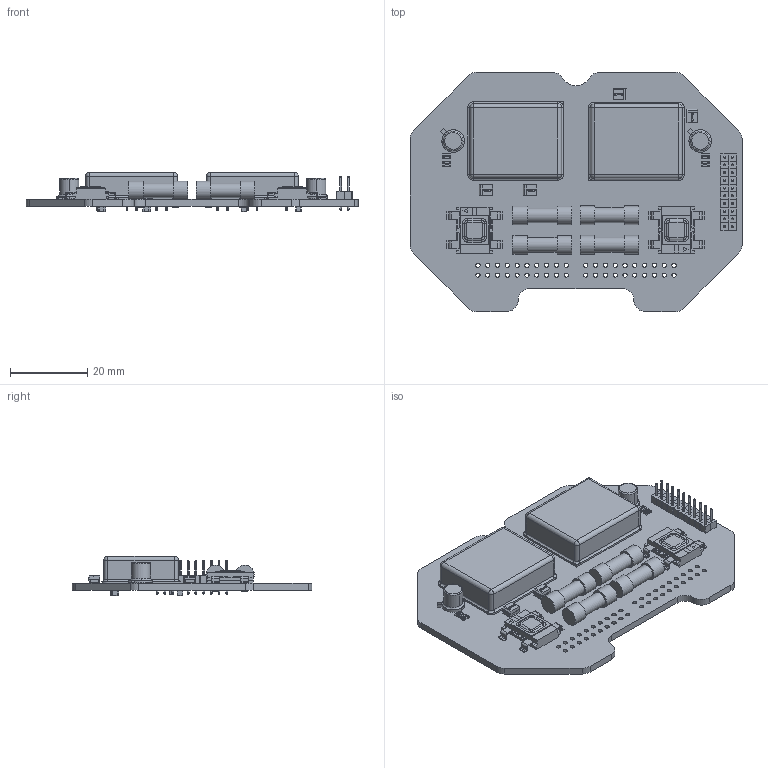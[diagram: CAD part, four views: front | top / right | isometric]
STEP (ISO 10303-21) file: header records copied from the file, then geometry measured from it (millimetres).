
FILE_DESCRIPTION(('Open CASCADE Model'),'2;1');
FILE_NAME('Open CASCADE Shape Model','2021-06-24T13:18:23',('Author'),( 'Open CASCADE'),'Open CASCADE STEP processor 6.8','Open CASCADE 6.8' ,'Unknown');
FILE_SCHEMA(('AUTOMOTIVE_DESIGN { 1 0 10303 214 1 1 1 1 }'));
Length unit declared in the file: millimetre
Products named in the file (48): PCB; Board; Open CASCADE STEP translator 6.8 1.1.1; FU3; 6615769440; Cylinder; 6615769200; 6615768960; FU2; 6615770960; 6615770480; 6615770000; FU1; U2; SLH2805; VD1; 4116.4-3; U1; VT2; TO-18; VT1; VD2; R4; SMD_RLC_0805; User_Library-R_SMD_0805_0805_BODY; User_Library-R_SMD_0805_0805_PAD; User_Library-R_SMD_0805_0805_OPIS; R2; R3; R1; FU4; C8; SMD_CaseB_3528-21; C4; C7; SMD_C0805; C3; C6; C2; C5 ...
Assembly tree (74 placements, depth 4):
  PCB
    Board
      Open CASCADE STEP translator 6.8 1.1.1
    FU3
      6615769440  x2
        Cylinder
      6615769200
        Cylinder
      6615768960  x2
        Cylinder
    FU2
      6615770960  x2
        Cylinder
      6615770480
        Cylinder
      6615770000  x2
        Cylinder
    FU1
      6615770960  x2
        Cylinder
      6615770480
        Cylinder
      6615770000  x2
        Cylinder
    U2
      SLH2805
    VD1
      4116.4-3
    U1
      SLH2805
    VT2
      TO-18
    VT1
      TO-18
    VD2
      4116.4-3
    R4
      SMD_RLC_0805
        User_Library-R_SMD_0805_0805_BODY
        User_Library-R_SMD_0805_0805_PAD  x2
        User_Library-R_SMD_0805_0805_OPIS
    R2
      SMD_RLC_0805
        User_Library-R_SMD_0805_0805_BODY
        User_Library-R_SMD_0805_0805_PAD  x2
        User_Library-R_SMD_0805_0805_OPIS
    R3
      SMD_RLC_0805
        User_Library-R_SMD_0805_0805_BODY
        User_Library-R_SMD_0805_0805_PAD  x2
        User_Library-R_SMD_0805_0805_OPIS
    R1
      SMD_RLC_0805
        User_Library-R_SMD_0805_0805_BODY
        User_Library-R_SMD_0805_0805_PAD  x2
        User_Library-R_SMD_0805_0805_OPIS
    FU4
      6615769440  x2
        Cylinder
      6615769200
Bounding box: 86 x 62 x 10.16 mm (x, y, z)
Volume: 16779 mm3; surface area: 16813.3 mm2
Topology: 129 solids, 129 shells, 2194 faces, 5436 edges, 3480 vertices
Faces by surface type: plane 1113, bspline 508, cylinder 445, sphere 120, torus 8
Full cylindrical faces by diameter (mm): 0.8 x6, 0.864 x20, 0.9 x14, 1.1 x40, 1.524 x8, 2 x8, 3.81 x4, 4.826 x8
Entity records: 38671 total; most frequent: CARTESIAN_POINT 9675, ORIENTED_EDGE 4942, DIRECTION 4862, EDGE_CURVE 2471, AXIS2_PLACEMENT_3D 1689, VERTEX_POINT 1634, LINE 1484, VECTOR 1484
